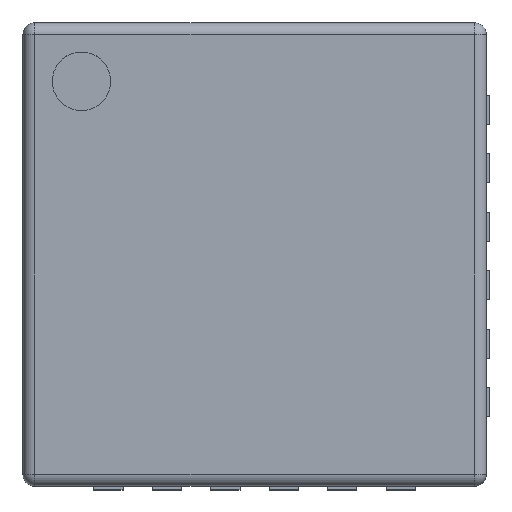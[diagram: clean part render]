
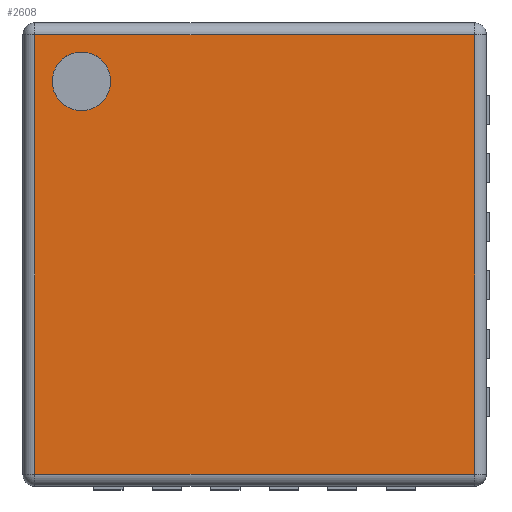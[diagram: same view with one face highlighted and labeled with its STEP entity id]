
A CAD part, top view. The second image highlights one B-rep face of the part: STEP entity #2608.
In plain terms, the highlighted planar face has unit normal (0, 0, 1).
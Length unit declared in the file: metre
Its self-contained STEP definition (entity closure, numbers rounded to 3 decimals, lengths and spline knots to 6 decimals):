
#158=CIRCLE('',#3154,0.00025);
#798=ORIENTED_EDGE('',*,*,#1177,.F.);
#799=ORIENTED_EDGE('',*,*,#1178,.T.);
#800=ORIENTED_EDGE('',*,*,#1179,.T.);
#801=ORIENTED_EDGE('',*,*,#1180,.T.);
#802=ORIENTED_EDGE('',*,*,#1181,.T.);
#1177=EDGE_CURVE('',#1417,#1417,#158,.T.);
#1178=EDGE_CURVE('',#1418,#1419,#1694,.T.);
#1179=EDGE_CURVE('',#1419,#1420,#1695,.T.);
#1180=EDGE_CURVE('',#1420,#1421,#1696,.F.);
#1181=EDGE_CURVE('',#1421,#1418,#1697,.F.);
#1417=VERTEX_POINT('',#4708);
#1418=VERTEX_POINT('',#4710);
#1419=VERTEX_POINT('',#4711);
#1420=VERTEX_POINT('',#4713);
#1421=VERTEX_POINT('',#4715);
#1694=LINE('',#4709,#1969);
#1695=LINE('',#4712,#1970);
#1696=LINE('',#4714,#1971);
#1697=LINE('',#4716,#1972);
#1969=VECTOR('',#3920,1.);
#1970=VECTOR('',#3921,1.);
#1971=VECTOR('',#3922,1.);
#1972=VECTOR('',#3923,1.);
#2128=EDGE_LOOP('',(#798));
#2129=EDGE_LOOP('',(#799,#800,#801,#802));
#2301=FACE_BOUND('',#2128,.T.);
#2302=FACE_BOUND('',#2129,.T.);
#2450=PLANE('',#3153);
#2608=ADVANCED_FACE('',(#2301,#2302),#2450,.T.);
#3153=AXIS2_PLACEMENT_3D('',#4706,#3916,#3917);
#3154=AXIS2_PLACEMENT_3D('',#4707,#3918,#3919);
#3916=DIRECTION('',(0.,0.,1.));
#3917=DIRECTION('',(1.,0.,0.));
#3918=DIRECTION('',(0.,0.,1.));
#3919=DIRECTION('',(1.,0.,0.));
#3920=DIRECTION('',(0.,-1.,0.));
#3921=DIRECTION('',(1.,0.,0.));
#3922=DIRECTION('',(0.,-1.,0.));
#3923=DIRECTION('',(1.,0.,0.));
#4706=CARTESIAN_POINT('',(0.,0.,0.00092));
#4707=CARTESIAN_POINT('',(-0.00148,0.00148,0.00092));
#4708=CARTESIAN_POINT('',(-0.00123,0.00148,0.00092));
#4709=CARTESIAN_POINT('',(-0.00188,-0.00198,0.00092));
#4710=CARTESIAN_POINT('',(-0.00188,0.00188,0.00092));
#4711=CARTESIAN_POINT('',(-0.00188,-0.00188,0.00092));
#4712=CARTESIAN_POINT('',(0.00198,-0.00188,0.00092));
#4713=CARTESIAN_POINT('',(0.00188,-0.00188,0.00092));
#4714=CARTESIAN_POINT('',(0.00188,0.,0.00092));
#4715=CARTESIAN_POINT('',(0.00188,0.00188,0.00092));
#4716=CARTESIAN_POINT('',(0.,0.00188,0.00092));
